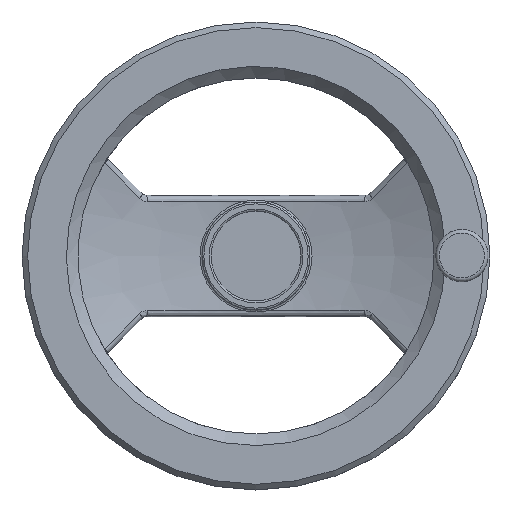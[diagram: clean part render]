
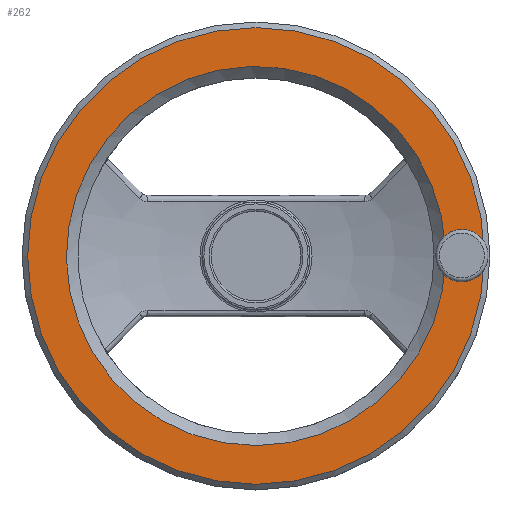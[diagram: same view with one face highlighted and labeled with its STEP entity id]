
A CAD part, top view. The second image highlights one B-rep face of the part: STEP entity #262.
In plain terms, the highlighted planar face has unit normal (0, 0, 1).
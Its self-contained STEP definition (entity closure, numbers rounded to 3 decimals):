
#262 = ADVANCED_FACE( '', ( #604, #605 ), #606, .F. );
#604 = FACE_OUTER_BOUND( '', #2672, .T. );
#605 = FACE_BOUND( '', #2673, .T. );
#606 = PLANE( '', #2674 );
#2672 = EDGE_LOOP( '', ( #5428 ) );
#2673 = EDGE_LOOP( '', ( #5429, #5430, #5431, #5432, #5433 ) );
#2674 = AXIS2_PLACEMENT_3D( '', #5434, #5435, #5436 );
#5428 = ORIENTED_EDGE( '', *, *, #6065, .T. );
#5429 = ORIENTED_EDGE( '', *, *, #5962, .F. );
#5430 = ORIENTED_EDGE( '', *, *, #6071, .T. );
#5431 = ORIENTED_EDGE( '', *, *, #6072, .T. );
#5432 = ORIENTED_EDGE( '', *, *, #5904, .T. );
#5433 = ORIENTED_EDGE( '', *, *, #6073, .T. );
#5434 = CARTESIAN_POINT( '', ( 0., 125., 53. ) );
#5435 = DIRECTION( '', ( 0., 0., -1. ) );
#5436 = DIRECTION( '', ( -1., 0., 0. ) );
#5904 = EDGE_CURVE( '', #6274, #6279, #6281, .T. );
#5962 = EDGE_CURVE( '', #6370, #6371, #6372, .T. );
#6065 = EDGE_CURVE( '', #6523, #6523, #6524, .F. );
#6071 = EDGE_CURVE( '', #6370, #6532, #6533, .T. );
#6072 = EDGE_CURVE( '', #6532, #6274, #6534, .T. );
#6073 = EDGE_CURVE( '', #6279, #6371, #6535, .T. );
#6274 = VERTEX_POINT( '', #7138 );
#6279 = VERTEX_POINT( '', #7146 );
#6281 = CIRCLE( '', #7151, 9.8 );
#6370 = VERTEX_POINT( '', #7423 );
#6371 = VERTEX_POINT( '', #7424 );
#6372 = CIRCLE( '', #7425, 101.3 );
#6523 = VERTEX_POINT( '', #8320 );
#6524 = CIRCLE( '', #8321, 122. );
#6532 = VERTEX_POINT( '', #8329 );
#6533 = CIRCLE( '', #8330, 9.8 );
#6534 = LINE( '', #8331, #8332 );
#6535 = LINE( '', #8333, #8334 );
#7138 = CARTESIAN_POINT( '', ( 119.765, -0.824, 53. ) );
#7146 = CARTESIAN_POINT( '', ( 105.013, -8.436, 53. ) );
#7151 = AXIS2_PLACEMENT_3D( '', #9125, #9126, #9127 );
#7423 = CARTESIAN_POINT( '', ( 101.208, 4.328, 53. ) );
#7424 = CARTESIAN_POINT( '', ( 101.293, -1.226, 53. ) );
#7425 = AXIS2_PLACEMENT_3D( '', #9208, #9209, #9210 );
#8320 = CARTESIAN_POINT( '', ( -122., 0., 53. ) );
#8321 = AXIS2_PLACEMENT_3D( '', #9329, #9330, #9331 );
#8329 = CARTESIAN_POINT( '', ( 114.987, 8.436, 53. ) );
#8330 = AXIS2_PLACEMENT_3D( '', #9338, #9339, #9340 );
#8331 = CARTESIAN_POINT( '', ( 119.279, 0.118, 53. ) );
#8332 = VECTOR( '', #9341, 1000. );
#8333 = CARTESIAN_POINT( '', ( 100.208, 0.875, 53. ) );
#8334 = VECTOR( '', #9342, 1000. );
#9125 = CARTESIAN_POINT( '', ( 110., 0., 53. ) );
#9126 = DIRECTION( '', ( 0., 0., -1. ) );
#9127 = DIRECTION( '', ( 0.889, 0.459, 0. ) );
#9208 = CARTESIAN_POINT( '', ( 0., 0., 53. ) );
#9209 = DIRECTION( '', ( 0., 0., 1. ) );
#9210 = DIRECTION( '', ( 1., 0., 0. ) );
#9329 = CARTESIAN_POINT( '', ( 0., 0., 53. ) );
#9330 = DIRECTION( '', ( 0., 0., -1. ) );
#9331 = DIRECTION( '', ( -1., 0., 0. ) );
#9338 = CARTESIAN_POINT( '', ( 110., 0., 53. ) );
#9339 = DIRECTION( '', ( 0., 0., -1. ) );
#9340 = DIRECTION( '', ( 0.889, 0.459, 0. ) );
#9341 = DIRECTION( '', ( 0.459, -0.889, 0. ) );
#9342 = DIRECTION( '', ( -0.459, 0.889, 0. ) );
